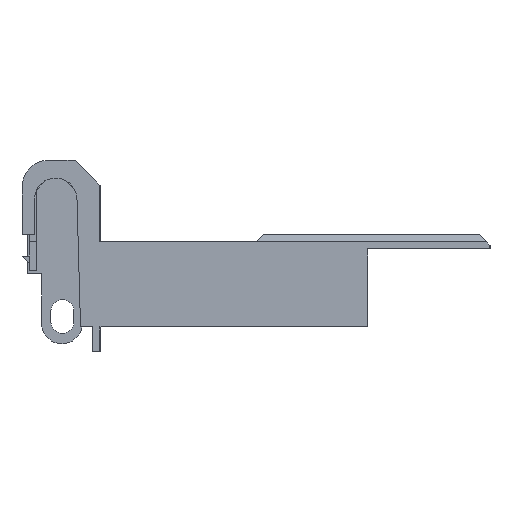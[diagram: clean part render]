
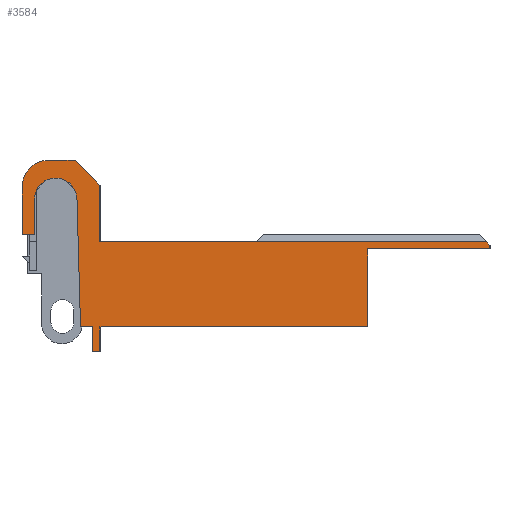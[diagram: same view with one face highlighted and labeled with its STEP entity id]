
A CAD part, left-side view. The second image highlights one B-rep face of the part: STEP entity #3584.
In plain terms, the highlighted planar face has unit normal (-1, 0, 0).
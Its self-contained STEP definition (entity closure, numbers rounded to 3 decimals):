
#65=CIRCLE('',#3779,3.75);
#66=CIRCLE('',#3780,3.);
#191=FACE_OUTER_BOUND('',#369,.T.);
#369=EDGE_LOOP('',(#2836,#2837,#2838,#2839,#2840,#2841,#2842,#2843,#2844,
#2845,#2846,#2847,#2848,#2849,#2850,#2851,#2852,#2853,#2854));
#708=LINE('',#5353,#1186);
#739=LINE('',#5422,#1217);
#746=LINE('',#5436,#1224);
#748=LINE('',#5440,#1226);
#749=LINE('',#5442,#1227);
#750=LINE('',#5444,#1228);
#751=LINE('',#5446,#1229);
#752=LINE('',#5450,#1230);
#753=LINE('',#5452,#1231);
#754=LINE('',#5454,#1232);
#755=LINE('',#5458,#1233);
#756=LINE('',#5460,#1234);
#757=LINE('',#5462,#1235);
#758=LINE('',#5463,#1236);
#759=LINE('',#5465,#1237);
#760=LINE('',#5467,#1238);
#761=LINE('',#5468,#1239);
#1186=VECTOR('',#4332,10.);
#1217=VECTOR('',#4393,10.);
#1224=VECTOR('',#4406,10.);
#1226=VECTOR('',#4410,10.);
#1227=VECTOR('',#4411,10.);
#1228=VECTOR('',#4412,10.);
#1229=VECTOR('',#4413,10.);
#1230=VECTOR('',#4416,10.);
#1231=VECTOR('',#4417,10.);
#1232=VECTOR('',#4418,10.);
#1233=VECTOR('',#4421,10.);
#1234=VECTOR('',#4422,10.);
#1235=VECTOR('',#4423,10.);
#1236=VECTOR('',#4424,10.);
#1237=VECTOR('',#4425,10.);
#1238=VECTOR('',#4426,10.);
#1239=VECTOR('',#4427,10.);
#1596=VERTEX_POINT('',#5350);
#1597=VERTEX_POINT('',#5352);
#1619=VERTEX_POINT('',#5419);
#1620=VERTEX_POINT('',#5421);
#1624=VERTEX_POINT('',#5435);
#1625=VERTEX_POINT('',#5439);
#1626=VERTEX_POINT('',#5441);
#1627=VERTEX_POINT('',#5443);
#1628=VERTEX_POINT('',#5445);
#1629=VERTEX_POINT('',#5447);
#1630=VERTEX_POINT('',#5449);
#1631=VERTEX_POINT('',#5451);
#1632=VERTEX_POINT('',#5453);
#1633=VERTEX_POINT('',#5455);
#1634=VERTEX_POINT('',#5457);
#1635=VERTEX_POINT('',#5459);
#1636=VERTEX_POINT('',#5461);
#1637=VERTEX_POINT('',#5464);
#1638=VERTEX_POINT('',#5466);
#2026=EDGE_CURVE('',#1597,#1596,#708,.T.);
#2060=EDGE_CURVE('',#1619,#1620,#739,.T.);
#2067=EDGE_CURVE('',#1624,#1620,#746,.T.);
#2069=EDGE_CURVE('',#1619,#1625,#748,.T.);
#2070=EDGE_CURVE('',#1626,#1625,#749,.T.);
#2071=EDGE_CURVE('',#1626,#1627,#750,.T.);
#2072=EDGE_CURVE('',#1628,#1627,#751,.T.);
#2073=EDGE_CURVE('',#1628,#1629,#65,.T.);
#2074=EDGE_CURVE('',#1630,#1629,#752,.T.);
#2075=EDGE_CURVE('',#1631,#1630,#753,.T.);
#2076=EDGE_CURVE('',#1632,#1631,#754,.T.);
#2077=EDGE_CURVE('',#1632,#1633,#66,.T.);
#2078=EDGE_CURVE('',#1634,#1633,#755,.T.);
#2079=EDGE_CURVE('',#1635,#1634,#756,.T.);
#2080=EDGE_CURVE('',#1636,#1635,#757,.T.);
#2081=EDGE_CURVE('',#1597,#1636,#758,.T.);
#2082=EDGE_CURVE('',#1637,#1596,#759,.T.);
#2083=EDGE_CURVE('',#1638,#1637,#760,.T.);
#2084=EDGE_CURVE('',#1624,#1638,#761,.T.);
#2836=ORIENTED_EDGE('',*,*,#2060,.F.);
#2837=ORIENTED_EDGE('',*,*,#2069,.T.);
#2838=ORIENTED_EDGE('',*,*,#2070,.F.);
#2839=ORIENTED_EDGE('',*,*,#2071,.T.);
#2840=ORIENTED_EDGE('',*,*,#2072,.F.);
#2841=ORIENTED_EDGE('',*,*,#2073,.T.);
#2842=ORIENTED_EDGE('',*,*,#2074,.F.);
#2843=ORIENTED_EDGE('',*,*,#2075,.F.);
#2844=ORIENTED_EDGE('',*,*,#2076,.F.);
#2845=ORIENTED_EDGE('',*,*,#2077,.T.);
#2846=ORIENTED_EDGE('',*,*,#2078,.F.);
#2847=ORIENTED_EDGE('',*,*,#2079,.F.);
#2848=ORIENTED_EDGE('',*,*,#2080,.F.);
#2849=ORIENTED_EDGE('',*,*,#2081,.F.);
#2850=ORIENTED_EDGE('',*,*,#2026,.T.);
#2851=ORIENTED_EDGE('',*,*,#2082,.F.);
#2852=ORIENTED_EDGE('',*,*,#2083,.F.);
#2853=ORIENTED_EDGE('',*,*,#2084,.F.);
#2854=ORIENTED_EDGE('',*,*,#2067,.T.);
#3425=PLANE('',#3778);
#3584=ADVANCED_FACE('',(#191),#3425,.F.);
#3778=AXIS2_PLACEMENT_3D('',#5438,#4408,#4409);
#3779=AXIS2_PLACEMENT_3D('',#5448,#4414,#4415);
#3780=AXIS2_PLACEMENT_3D('',#5456,#4419,#4420);
#4332=DIRECTION('',(0.,0.,1.));
#4393=DIRECTION('',(0.,-0.707,-0.707));
#4406=DIRECTION('',(0.,0.,1.));
#4408=DIRECTION('center_axis',(1.,0.,0.));
#4409=DIRECTION('ref_axis',(0.,0.,-1.));
#4410=DIRECTION('',(0.,1.,0.));
#4411=DIRECTION('',(0.,0.,-1.));
#4412=DIRECTION('',(0.,0.707,0.707));
#4413=DIRECTION('',(0.,-1.,0.));
#4414=DIRECTION('center_axis',(-1.,0.,0.));
#4415=DIRECTION('ref_axis',(0.,1.,0.));
#4416=DIRECTION('',(0.,0.,1.));
#4417=DIRECTION('',(0.,1.,0.));
#4418=DIRECTION('',(0.,0.,-1.));
#4419=DIRECTION('center_axis',(1.,0.,0.));
#4420=DIRECTION('ref_axis',(0.,1.,0.));
#4421=DIRECTION('',(0.,0.028,1.));
#4422=DIRECTION('',(0.,1.,0.));
#4423=DIRECTION('',(0.,0.,1.));
#4424=DIRECTION('',(0.,1.,0.));
#4425=DIRECTION('',(0.,1.,0.));
#4426=DIRECTION('',(0.,0.,-1.));
#4427=DIRECTION('',(0.,1.,0.));
#5350=CARTESIAN_POINT('',(-18.,55.,-11.));
#5352=CARTESIAN_POINT('',(-18.,55.,-14.5));
#5353=CARTESIAN_POINT('',(-18.,55.,0.));
#5419=CARTESIAN_POINT('',(-18.,0.5,1.));
#5421=CARTESIAN_POINT('',(-18.,0.,0.5));
#5422=CARTESIAN_POINT('',(-18.,7.313,7.812));
#5435=CARTESIAN_POINT('',(-18.,0.,0.));
#5436=CARTESIAN_POINT('',(-18.,0.,0.));
#5438=CARTESIAN_POINT('Origin',(-18.,28.25,0.));
#5439=CARTESIAN_POINT('',(-18.,55.,1.));
#5440=CARTESIAN_POINT('',(-18.,0.,1.));
#5441=CARTESIAN_POINT('',(-18.,55.,9.));
#5442=CARTESIAN_POINT('',(-18.,55.,12.5));
#5443=CARTESIAN_POINT('',(-18.,58.5,12.5));
#5444=CARTESIAN_POINT('',(-18.,55.,9.));
#5445=CARTESIAN_POINT('',(-18.,62.25,12.5));
#5446=CARTESIAN_POINT('',(-18.,66.,12.5));
#5447=CARTESIAN_POINT('',(-18.,66.,8.75));
#5448=CARTESIAN_POINT('Origin',(-18.,62.25,8.75));
#5449=CARTESIAN_POINT('',(-18.,66.,2.));
#5450=CARTESIAN_POINT('',(-18.,66.,2.));
#5451=CARTESIAN_POINT('',(-18.,64.25,2.));
#5452=CARTESIAN_POINT('',(-18.,64.25,2.));
#5453=CARTESIAN_POINT('',(-18.,64.25,7.));
#5454=CARTESIAN_POINT('',(-18.,64.25,7.));
#5455=CARTESIAN_POINT('',(-18.,58.251,7.083));
#5456=CARTESIAN_POINT('Origin',(-18.,61.25,7.));
#5457=CARTESIAN_POINT('',(-18.,57.75,-11.));
#5458=CARTESIAN_POINT('',(-18.,57.75,-11.));
#5459=CARTESIAN_POINT('',(-18.,56.,-11.));
#5460=CARTESIAN_POINT('',(-18.,17.25,-11.));
#5461=CARTESIAN_POINT('',(-18.,56.,-14.5));
#5462=CARTESIAN_POINT('',(-18.,56.,0.));
#5463=CARTESIAN_POINT('',(-18.,55.,-14.5));
#5464=CARTESIAN_POINT('',(-18.,17.25,-11.));
#5465=CARTESIAN_POINT('',(-18.,17.25,-11.));
#5466=CARTESIAN_POINT('',(-18.,17.25,0.));
#5467=CARTESIAN_POINT('',(-18.,17.25,0.));
#5468=CARTESIAN_POINT('',(-18.,0.,0.));
